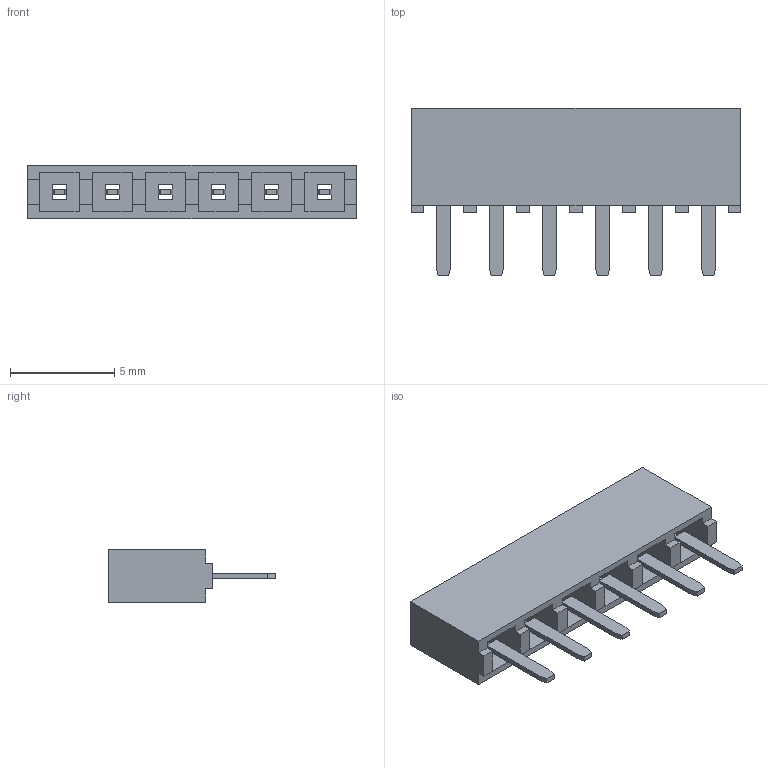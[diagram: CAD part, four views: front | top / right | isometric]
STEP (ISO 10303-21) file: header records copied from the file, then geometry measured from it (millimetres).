
FILE_DESCRIPTION (( 'STEP AP203' ), '1' );
FILE_NAME ('BG095-06-X-X-X_revE.STEP', '2015-06-29T10:37:29', ( '' ), ( '' ), 'SwSTEP 2.0', 'SolidWorks 2010', '' );
FILE_SCHEMA (( 'CONFIG_CONTROL_DESIGN' ));
Length unit declared in the file: millimetre
Products named in the file (3): BG095-06-X-X-X_revE; BG095-6way-Insulator; BG095-Contact
Assembly tree (7 placements, depth 2):
  BG095-06-X-X-X_revE
    BG095-6way-Insulator
    BG095-Contact  x6
Bounding box: 15.74 x 8 x 2.54 mm (x, y, z)
Volume: 101.2 mm3; surface area: 491.4 mm2
Topology: 7 solids, 7 shells, 154 faces, 396 edges, 256 vertices
Faces by surface type: plane 154
Entity records: 3947 total; most frequent: CARTESIAN_POINT 626, ORIENTED_EDGE 612, DIRECTION 554, VECTOR 306, LINE 306, EDGE_CURVE 306, VERTEX_POINT 196, EDGE_LOOP 126
